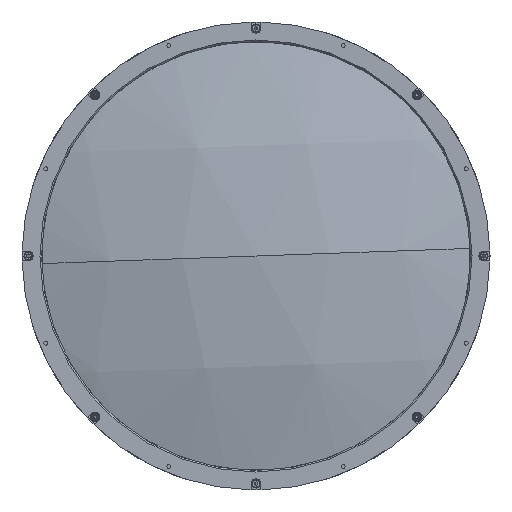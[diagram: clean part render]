
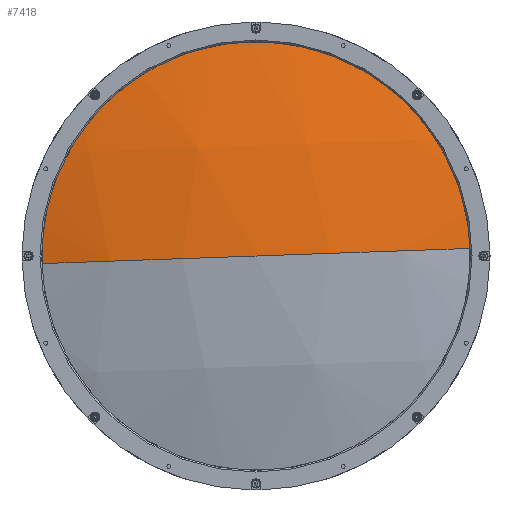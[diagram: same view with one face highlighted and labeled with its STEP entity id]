
A CAD part, left-side view. The second image highlights one B-rep face of the part: STEP entity #7418.
In plain terms, the highlighted spherical face has radius 510.4 mm.
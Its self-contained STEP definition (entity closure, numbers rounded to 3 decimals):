
#155 = DIRECTION ( 'NONE',  ( 0., 0.035, 0.999 ) ) ;
#435 = EDGE_CURVE ( 'NONE', #18421, #18369, #3363, .T. ) ;
#684 = FACE_OUTER_BOUND ( 'NONE', #7338, .T. ) ;
#1080 = ORIENTED_EDGE ( 'NONE', *, *, #2224, .T. ) ;
#2147 = AXIS2_PLACEMENT_3D ( 'NONE', #12269, #2717, #20289 ) ;
#2224 = EDGE_CURVE ( 'NONE', #8972, #18369, #7615, .T. ) ;
#2395 = DIRECTION ( 'NONE',  ( -1., 0., 0. ) ) ;
#2717 = DIRECTION ( 'NONE',  ( 0., 0.035, 0.999 ) ) ;
#3342 = CARTESIAN_POINT ( 'NONE',  ( 507.407, 0., 0. ) ) ;
#3363 = CIRCLE ( 'NONE', #4717, 510.4 ) ;
#3516 = CARTESIAN_POINT ( 'NONE',  ( 16.583, 139.912, -4.961 ) ) ;
#3783 = EDGE_CURVE ( 'NONE', #18421, #8972, #7409, .T. ) ;
#4186 = CARTESIAN_POINT ( 'NONE',  ( 16.583, -139.912, 4.961 ) ) ;
#4717 = AXIS2_PLACEMENT_3D ( 'NONE', #3342, #8098, #16231 ) ;
#7338 = EDGE_LOOP ( 'NONE', ( #20379, #1080, #7840 ) ) ;
#7409 = CIRCLE ( 'NONE', #14409, 140. ) ;
#7418 = ADVANCED_FACE ( 'NONE', ( #684 ), #12885, .T. ) ;
#7615 = CIRCLE ( 'NONE', #12793, 510.4 ) ;
#7840 = ORIENTED_EDGE ( 'NONE', *, *, #435, .F. ) ;
#8098 = DIRECTION ( 'NONE',  ( 0., -0.035, -0.999 ) ) ;
#8972 = VERTEX_POINT ( 'NONE', #3516 ) ;
#9707 = CARTESIAN_POINT ( 'NONE',  ( 507.407, 0., 0. ) ) ;
#10462 = CARTESIAN_POINT ( 'NONE',  ( -2.993, 0., 0. ) ) ;
#11281 = DIRECTION ( 'NONE',  ( 0., -0.999, 0.035 ) ) ;
#11944 = CARTESIAN_POINT ( 'NONE',  ( 16.583, 0., 0. ) ) ;
#12269 = CARTESIAN_POINT ( 'NONE',  ( 507.407, 0., 0. ) ) ;
#12793 = AXIS2_PLACEMENT_3D ( 'NONE', #9707, #155, #11281 ) ;
#12885 = SPHERICAL_SURFACE ( 'NONE', #2147, 510.4 ) ;
#13534 = DIRECTION ( 'NONE',  ( 0., 0.035, 0.999 ) ) ;
#14409 = AXIS2_PLACEMENT_3D ( 'NONE', #11944, #2395, #13534 ) ;
#16231 = DIRECTION ( 'NONE',  ( 0., 0.999, -0.035 ) ) ;
#18369 = VERTEX_POINT ( 'NONE', #10462 ) ;
#18421 = VERTEX_POINT ( 'NONE', #4186 ) ;
#20289 = DIRECTION ( 'NONE',  ( 0., -0.999, 0.035 ) ) ;
#20379 = ORIENTED_EDGE ( 'NONE', *, *, #3783, .T. ) ;
